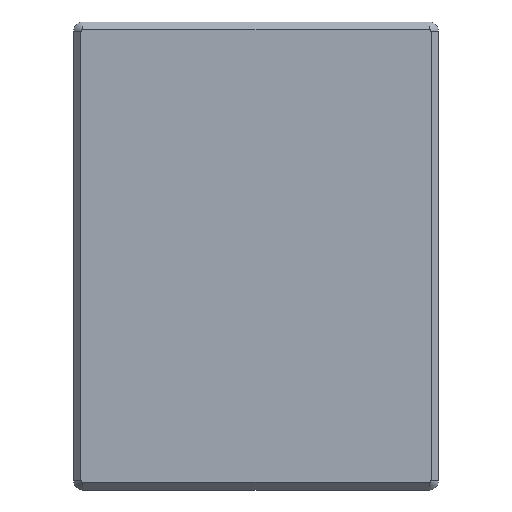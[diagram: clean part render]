
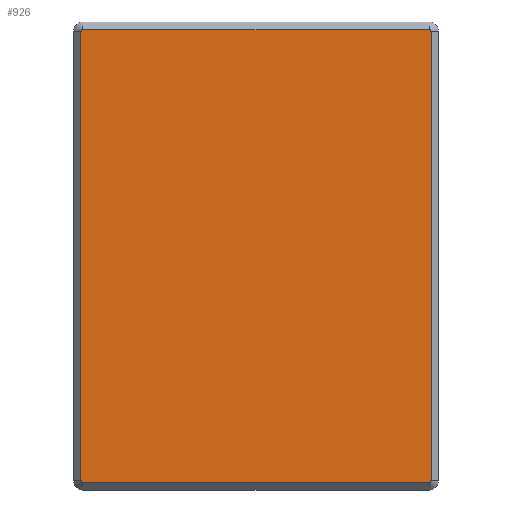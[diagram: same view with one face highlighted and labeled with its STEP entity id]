
A CAD part, top view. The second image highlights one B-rep face of the part: STEP entity #926.
In plain terms, the highlighted planar face has unit normal (0, 0, 1).
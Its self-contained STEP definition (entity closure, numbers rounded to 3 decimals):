
#49 = CARTESIAN_POINT ( 'NONE',  ( 0.157, 24.055, 136.769 ) ) ;
#62 = CARTESIAN_POINT ( 'NONE',  ( -18.392, -24.055, 136.769 ) ) ;
#88 = VERTEX_POINT ( 'NONE', #162 ) ;
#103 = EDGE_CURVE ( 'NONE', #879, #1042, #1327, .T. ) ;
#123 = LINE ( 'NONE', #535, #369 ) ;
#154 = AXIS2_PLACEMENT_3D ( 'NONE', #1272, #929, #705 ) ;
#162 = CARTESIAN_POINT ( 'NONE',  ( 18.392, -24.055, 136.769 ) ) ;
#206 = EDGE_CURVE ( 'NONE', #1334, #1271, #1000, .T. ) ;
#265 = DIRECTION ( 'NONE',  ( 0., 0., -1. ) ) ;
#269 = DIRECTION ( 'NONE',  ( 0., 1., 0. ) ) ;
#345 = AXIS2_PLACEMENT_3D ( 'NONE', #1335, #895, #1005 ) ;
#354 = CARTESIAN_POINT ( 'NONE',  ( -18.592, 0.629, 136.769 ) ) ;
#358 = EDGE_CURVE ( 'NONE', #1334, #813, #640, .T. ) ;
#369 = VECTOR ( 'NONE', #942, 1000. ) ;
#373 = DIRECTION ( 'NONE',  ( 0., 0., -1. ) ) ;
#406 = DIRECTION ( 'NONE',  ( 1., 0., 0. ) ) ;
#407 = CIRCLE ( 'NONE', #621, 0.2 ) ;
#463 = VECTOR ( 'NONE', #748, 1000. ) ;
#474 = ORIENTED_EDGE ( 'NONE', *, *, #103, .T. ) ;
#488 = EDGE_CURVE ( 'NONE', #1292, #88, #123, .T. ) ;
#535 = CARTESIAN_POINT ( 'NONE',  ( 0.157, -24.055, 136.769 ) ) ;
#557 = CARTESIAN_POINT ( 'NONE',  ( -18.392, -23.855, 136.769 ) ) ;
#597 = ORIENTED_EDGE ( 'NONE', *, *, #488, .T. ) ;
#604 = CARTESIAN_POINT ( 'NONE',  ( -18.392, 24.055, 136.769 ) ) ;
#621 = AXIS2_PLACEMENT_3D ( 'NONE', #915, #373, #788 ) ;
#640 = LINE ( 'NONE', #354, #463 ) ;
#671 = PLANE ( 'NONE',  #1068 ) ;
#676 = CARTESIAN_POINT ( 'NONE',  ( 18.592, -23.855, 136.769 ) ) ;
#685 = AXIS2_PLACEMENT_3D ( 'NONE', #557, #265, #1100 ) ;
#705 = DIRECTION ( 'NONE',  ( -1., 0., 0. ) ) ;
#736 = CARTESIAN_POINT ( 'NONE',  ( 18.592, 23.855, 136.769 ) ) ;
#748 = DIRECTION ( 'NONE',  ( 0., -1., 0. ) ) ;
#761 = CIRCLE ( 'NONE', #345, 0.2 ) ;
#788 = DIRECTION ( 'NONE',  ( -1., 0., 0. ) ) ;
#793 = LINE ( 'NONE', #49, #1003 ) ;
#799 = EDGE_CURVE ( 'NONE', #1034, #1271, #793, .T. ) ;
#813 = VERTEX_POINT ( 'NONE', #1105 ) ;
#841 = EDGE_CURVE ( 'NONE', #879, #88, #761, .T. ) ;
#851 = VECTOR ( 'NONE', #269, 1000. ) ;
#865 = ORIENTED_EDGE ( 'NONE', *, *, #206, .F. ) ;
#879 = VERTEX_POINT ( 'NONE', #676 ) ;
#895 = DIRECTION ( 'NONE',  ( 0., 0., -1. ) ) ;
#915 = CARTESIAN_POINT ( 'NONE',  ( 18.392, 23.855, 136.769 ) ) ;
#926 = ADVANCED_FACE ( 'NONE', ( #1207 ), #671, .T. ) ;
#929 = DIRECTION ( 'NONE',  ( 0., 0., -1. ) ) ;
#942 = DIRECTION ( 'NONE',  ( 1., 0., 0. ) ) ;
#943 = CARTESIAN_POINT ( 'NONE',  ( 18.392, 24.055, 136.769 ) ) ;
#971 = EDGE_LOOP ( 'NONE', ( #982, #865, #1009, #1065, #597, #1007, #474, #1064 ) ) ;
#982 = ORIENTED_EDGE ( 'NONE', *, *, #799, .T. ) ;
#986 = DIRECTION ( 'NONE',  ( -1., 0., 0. ) ) ;
#1000 = CIRCLE ( 'NONE', #154, 0.2 ) ;
#1003 = VECTOR ( 'NONE', #986, 1000. ) ;
#1005 = DIRECTION ( 'NONE',  ( -1., 0., 0. ) ) ;
#1007 = ORIENTED_EDGE ( 'NONE', *, *, #841, .F. ) ;
#1009 = ORIENTED_EDGE ( 'NONE', *, *, #358, .T. ) ;
#1034 = VERTEX_POINT ( 'NONE', #943 ) ;
#1040 = CIRCLE ( 'NONE', #685, 0.2 ) ;
#1042 = VERTEX_POINT ( 'NONE', #736 ) ;
#1064 = ORIENTED_EDGE ( 'NONE', *, *, #1300, .F. ) ;
#1065 = ORIENTED_EDGE ( 'NONE', *, *, #1174, .F. ) ;
#1068 = AXIS2_PLACEMENT_3D ( 'NONE', #1101, #1129, #406 ) ;
#1100 = DIRECTION ( 'NONE',  ( -1., 0., 0. ) ) ;
#1101 = CARTESIAN_POINT ( 'NONE',  ( 0.157, 0.629, 136.769 ) ) ;
#1105 = CARTESIAN_POINT ( 'NONE',  ( -18.592, -23.855, 136.769 ) ) ;
#1120 = CARTESIAN_POINT ( 'NONE',  ( -18.592, 23.855, 136.769 ) ) ;
#1129 = DIRECTION ( 'NONE',  ( 0., 0., 1. ) ) ;
#1174 = EDGE_CURVE ( 'NONE', #1292, #813, #1040, .T. ) ;
#1201 = CARTESIAN_POINT ( 'NONE',  ( 18.592, 0.629, 136.769 ) ) ;
#1207 = FACE_OUTER_BOUND ( 'NONE', #971, .T. ) ;
#1271 = VERTEX_POINT ( 'NONE', #604 ) ;
#1272 = CARTESIAN_POINT ( 'NONE',  ( -18.392, 23.855, 136.769 ) ) ;
#1292 = VERTEX_POINT ( 'NONE', #62 ) ;
#1300 = EDGE_CURVE ( 'NONE', #1034, #1042, #407, .T. ) ;
#1327 = LINE ( 'NONE', #1201, #851 ) ;
#1334 = VERTEX_POINT ( 'NONE', #1120 ) ;
#1335 = CARTESIAN_POINT ( 'NONE',  ( 18.392, -23.855, 136.769 ) ) ;
